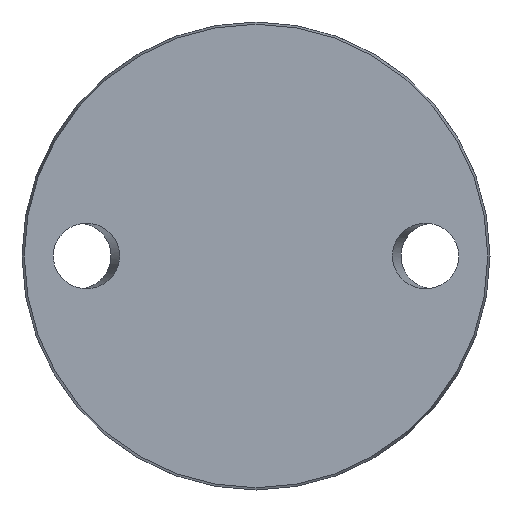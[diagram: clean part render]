
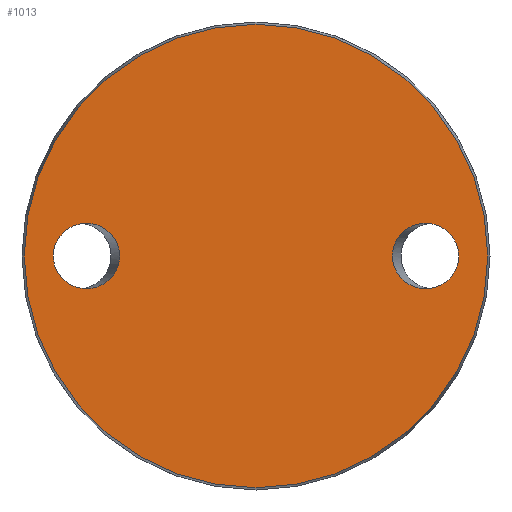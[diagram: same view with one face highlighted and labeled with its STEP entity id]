
A CAD part, front view. The second image highlights one B-rep face of the part: STEP entity #1013.
In plain terms, the highlighted planar face has unit normal (0, -1, 0).
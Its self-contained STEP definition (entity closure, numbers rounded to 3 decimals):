
#29 = CARTESIAN_POINT ( 'NONE',  ( 0., 0., -58.425 ) ) ;
#30 = EDGE_LOOP ( 'NONE', ( #802 ) ) ;
#74 = CARTESIAN_POINT ( 'NONE',  ( -51.115, 0., -16.5 ) ) ;
#160 = FACE_OUTER_BOUND ( 'NONE', #30, .T. ) ;
#215 = CARTESIAN_POINT ( 'NONE',  ( 51.115, 0., -16.5 ) ) ;
#218 = CARTESIAN_POINT ( 'NONE',  ( -34.385, 0., -16.5 ) ) ;
#244 = CARTESIAN_POINT ( 'NONE',  ( 34.385, 0., 0. ) ) ;
#274 = VERTEX_POINT ( 'NONE', #443 ) ;
#327 = DIRECTION ( 'NONE',  ( 0., 1., 0. ) ) ;
#335 = DIRECTION ( 'NONE',  ( 0., -1., 0. ) ) ;
#365 = CARTESIAN_POINT ( 'NONE',  ( 34.385, 0., 0. ) ) ;
#368 = CARTESIAN_POINT ( 'NONE',  ( 34.385, 0., 16.5 ) ) ;
#418 = EDGE_CURVE ( 'NONE', #815, #815, #883, .T. ) ;
#442 = CARTESIAN_POINT ( 'NONE',  ( 51.115, 0., 16.5 ) ) ;
#443 = CARTESIAN_POINT ( 'NONE',  ( -51.115, 0., 0. ) ) ;
#444 = EDGE_LOOP ( 'NONE', ( #889 ) ) ;
#448 = CARTESIAN_POINT ( 'NONE',  ( 51.115, 0., 0. ) ) ;
#482 = DIRECTION ( 'NONE',  ( 0., 0., 1. ) ) ;
#492 = FACE_BOUND ( 'NONE', #444, .T. ) ;
#550 = AXIS2_PLACEMENT_3D ( 'NONE', #565, #335, #817 ) ;
#565 = CARTESIAN_POINT ( 'NONE',  ( 0., 0., 0. ) ) ;
#697 = CARTESIAN_POINT ( 'NONE',  ( 34.385, 0., -16.5 ) ) ;
#704 =( BOUNDED_CURVE ( )  B_SPLINE_CURVE ( 3, ( #786, #876, #797, #715, #218, #74, #707 ),
 .UNSPECIFIED., .T., .T. ) 
 B_SPLINE_CURVE_WITH_KNOTS ( ( 4, 3, 4 ),
 ( 0., 3.142, 6.283 ),
 .UNSPECIFIED. ) 
 CURVE ( )  GEOMETRIC_REPRESENTATION_ITEM ( )  RATIONAL_B_SPLINE_CURVE ( ( 1., 0.333, 0.333, 1., 0.333, 0.333, 1. ) ) 
 REPRESENTATION_ITEM ( '' )  );
#707 = CARTESIAN_POINT ( 'NONE',  ( -51.115, 0., 0. ) ) ;
#709 = EDGE_CURVE ( 'NONE', #822, #822, #1004, .T. ) ;
#715 = CARTESIAN_POINT ( 'NONE',  ( -34.385, 0., 0. ) ) ;
#722 = CARTESIAN_POINT ( 'NONE',  ( -58.425, 0., 0. ) ) ;
#726 = FACE_BOUND ( 'NONE', #865, .T. ) ;
#777 = CARTESIAN_POINT ( 'NONE',  ( 34.385, 0., 0. ) ) ;
#786 = CARTESIAN_POINT ( 'NONE',  ( -51.115, 0., 0. ) ) ;
#797 = CARTESIAN_POINT ( 'NONE',  ( -34.385, 0., 16.5 ) ) ;
#802 = ORIENTED_EDGE ( 'NONE', *, *, #709, .T. ) ;
#815 = VERTEX_POINT ( 'NONE', #244 ) ;
#817 = DIRECTION ( 'NONE',  ( 0., 0., -1. ) ) ;
#822 = VERTEX_POINT ( 'NONE', #29 ) ;
#865 = EDGE_LOOP ( 'NONE', ( #961 ) ) ;
#876 = CARTESIAN_POINT ( 'NONE',  ( -51.115, 0., 16.5 ) ) ;
#883 =( BOUNDED_CURVE ( )  B_SPLINE_CURVE ( 3, ( #777, #697, #215, #448, #442, #368, #365 ),
 .UNSPECIFIED., .T., .T. ) 
 B_SPLINE_CURVE_WITH_KNOTS ( ( 4, 3, 4 ),
 ( 0., 3.142, 6.283 ),
 .UNSPECIFIED. ) 
 CURVE ( )  GEOMETRIC_REPRESENTATION_ITEM ( )  RATIONAL_B_SPLINE_CURVE ( ( 1., 0.333, 0.333, 1., 0.333, 0.333, 1. ) ) 
 REPRESENTATION_ITEM ( '' )  );
#886 = PLANE ( 'NONE',  #1024 ) ;
#889 = ORIENTED_EDGE ( 'NONE', *, *, #946, .T. ) ;
#946 = EDGE_CURVE ( 'NONE', #274, #274, #704, .T. ) ;
#961 = ORIENTED_EDGE ( 'NONE', *, *, #418, .F. ) ;
#1004 = CIRCLE ( 'NONE', #550, 58.425 ) ;
#1013 = ADVANCED_FACE ( 'NONE', ( #492, #726, #160 ), #886, .F. ) ;
#1024 = AXIS2_PLACEMENT_3D ( 'NONE', #722, #327, #482 ) ;
